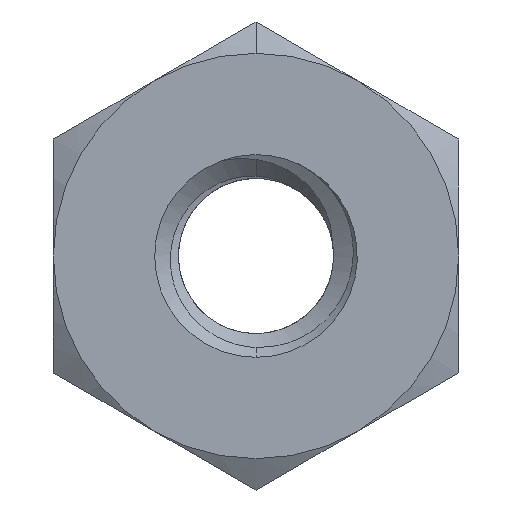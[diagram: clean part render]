
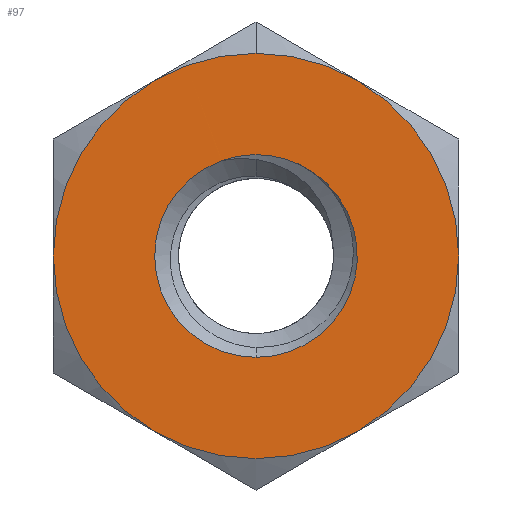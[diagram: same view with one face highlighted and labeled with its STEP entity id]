
A CAD part, front view. The second image highlights one B-rep face of the part: STEP entity #97.
In plain terms, the highlighted planar face has unit normal (0, -1, 0).
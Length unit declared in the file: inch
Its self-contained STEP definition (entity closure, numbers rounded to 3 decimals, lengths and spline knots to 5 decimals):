
#4 = DIRECTION ( 'NONE',  ( 0., -1., 0. ) ) ;
#5 = PLANE ( 'NONE',  #1591 ) ;
#17 = CARTESIAN_POINT ( 'NONE',  ( 0.04921, -0.0315, -0.08524 ) ) ;
#19 = DIRECTION ( 'NONE',  ( 0., 0., 1. ) ) ;
#56 = VERTEX_POINT ( 'NONE', #600 ) ;
#65 = DIRECTION ( 'NONE',  ( 0., 1., 0. ) ) ;
#69 = CARTESIAN_POINT ( 'NONE',  ( 0., -0.0315, 0. ) ) ;
#73 = AXIS2_PLACEMENT_3D ( 'NONE', #356, #1204, #932 ) ;
#84 = DIRECTION ( 'NONE',  ( 0., 1., 0. ) ) ;
#86 = VERTEX_POINT ( 'NONE', #882 ) ;
#97 = ADVANCED_FACE ( 'NONE', ( #492, #129 ), #5, .F. ) ;
#101 = ORIENTED_EDGE ( 'NONE', *, *, #1799, .T. ) ;
#126 = VERTEX_POINT ( 'NONE', #1343 ) ;
#129 = FACE_BOUND ( 'NONE', #855, .T. ) ;
#133 = EDGE_CURVE ( 'NONE', #56, #126, #1682, .T. ) ;
#151 = CIRCLE ( 'NONE', #315, 0.09843 ) ;
#162 = CIRCLE ( 'NONE', #1743, 0.09843 ) ;
#166 = EDGE_CURVE ( 'NONE', #754, #956, #1309, .T. ) ;
#188 = CARTESIAN_POINT ( 'NONE',  ( 0.09843, -0.0315, 0. ) ) ;
#210 = VERTEX_POINT ( 'NONE', #1349 ) ;
#232 = ORIENTED_EDGE ( 'NONE', *, *, #880, .T. ) ;
#273 = DIRECTION ( 'NONE',  ( 0., -1., 0. ) ) ;
#277 = ORIENTED_EDGE ( 'NONE', *, *, #1228, .T. ) ;
#278 = VERTEX_POINT ( 'NONE', #803 ) ;
#279 = CARTESIAN_POINT ( 'NONE',  ( -0.04921, -0.0315, -0.08524 ) ) ;
#305 = DIRECTION ( 'NONE',  ( 0., 1., 0. ) ) ;
#315 = AXIS2_PLACEMENT_3D ( 'NONE', #846, #273, #1277 ) ;
#321 = VERTEX_POINT ( 'NONE', #1213 ) ;
#330 = CARTESIAN_POINT ( 'NONE',  ( 0., -0.0315, 0. ) ) ;
#348 = CIRCLE ( 'NONE', #1087, 0.04921 ) ;
#356 = CARTESIAN_POINT ( 'NONE',  ( 0., -0.0315, 0. ) ) ;
#366 = DIRECTION ( 'NONE',  ( 0., 0., 1. ) ) ;
#402 = DIRECTION ( 'NONE',  ( 0., 0., 1. ) ) ;
#437 = CARTESIAN_POINT ( 'NONE',  ( 0.04921, -0.0315, 0.08524 ) ) ;
#464 = DIRECTION ( 'NONE',  ( 0., 0., 1. ) ) ;
#492 = FACE_OUTER_BOUND ( 'NONE', #1369, .T. ) ;
#514 = VERTEX_POINT ( 'NONE', #528 ) ;
#522 = EDGE_CURVE ( 'NONE', #726, #278, #1021, .T. ) ;
#528 = CARTESIAN_POINT ( 'NONE',  ( 0., -0.0315, 0.09843 ) ) ;
#540 = AXIS2_PLACEMENT_3D ( 'NONE', #69, #940, #785 ) ;
#557 = DIRECTION ( 'NONE',  ( 0., 1., 0. ) ) ;
#600 = CARTESIAN_POINT ( 'NONE',  ( -0.04921, -0.0315, 0.08524 ) ) ;
#611 = DIRECTION ( 'NONE',  ( 0., -1., 0. ) ) ;
#653 = EDGE_CURVE ( 'NONE', #1328, #1398, #1331, .T. ) ;
#678 = CIRCLE ( 'NONE', #1845, 0.09843 ) ;
#726 = VERTEX_POINT ( 'NONE', #871 ) ;
#744 = CARTESIAN_POINT ( 'NONE',  ( 0., -0.0315, 0. ) ) ;
#754 = VERTEX_POINT ( 'NONE', #279 ) ;
#785 = DIRECTION ( 'NONE',  ( 0., 0., 1. ) ) ;
#793 = CIRCLE ( 'NONE', #1317, 0.04921 ) ;
#803 = CARTESIAN_POINT ( 'NONE',  ( -0.01716, -0.0315, 0.04612 ) ) ;
#811 = CARTESIAN_POINT ( 'NONE',  ( 0., -0.0315, 0. ) ) ;
#846 = CARTESIAN_POINT ( 'NONE',  ( 0., -0.0315, 0. ) ) ;
#849 = CARTESIAN_POINT ( 'NONE',  ( -0.0165, -0.03149, 0.04636 ) ) ;
#855 = EDGE_LOOP ( 'NONE', ( #277, #951, #949, #1629, #232 ) ) ;
#871 = CARTESIAN_POINT ( 'NONE',  ( 0., -0.0315, -0.04921 ) ) ;
#880 = EDGE_CURVE ( 'NONE', #86, #210, #793, .T. ) ;
#882 = CARTESIAN_POINT ( 'NONE',  ( 0., -0.0315, 0.04921 ) ) ;
#888 = AXIS2_PLACEMENT_3D ( 'NONE', #811, #84, #366 ) ;
#906 = EDGE_CURVE ( 'NONE', #126, #754, #151, .T. ) ;
#915 = EDGE_CURVE ( 'NONE', #278, #321, #1473, .T. ) ;
#916 = DIRECTION ( 'NONE',  ( 0., 0., 1. ) ) ;
#928 = CARTESIAN_POINT ( 'NONE',  ( 0., -0.0315, 0. ) ) ;
#932 = DIRECTION ( 'NONE',  ( 0., 0., 1. ) ) ;
#940 = DIRECTION ( 'NONE',  ( 0., -1., 0. ) ) ;
#949 = ORIENTED_EDGE ( 'NONE', *, *, #915, .T. ) ;
#951 = ORIENTED_EDGE ( 'NONE', *, *, #522, .T. ) ;
#956 = VERTEX_POINT ( 'NONE', #17 ) ;
#967 = AXIS2_PLACEMENT_3D ( 'NONE', #1073, #1761, #916 ) ;
#994 = CARTESIAN_POINT ( 'NONE',  ( -0.01716, -0.0315, 0.04612 ) ) ;
#1021 = CIRCLE ( 'NONE', #967, 0.04921 ) ;
#1068 = ORIENTED_EDGE ( 'NONE', *, *, #133, .T. ) ;
#1073 = CARTESIAN_POINT ( 'NONE',  ( 0., -0.0315, 0. ) ) ;
#1087 = AXIS2_PLACEMENT_3D ( 'NONE', #928, #65, #1617 ) ;
#1093 = ORIENTED_EDGE ( 'NONE', *, *, #166, .T. ) ;
#1104 = CIRCLE ( 'NONE', #888, 0.04921 ) ;
#1166 = CARTESIAN_POINT ( 'NONE',  ( -0.09843, -0.0315, -0.05683 ) ) ;
#1204 = DIRECTION ( 'NONE',  ( 0., -1., 0. ) ) ;
#1212 = ORIENTED_EDGE ( 'NONE', *, *, #1337, .T. ) ;
#1213 = CARTESIAN_POINT ( 'NONE',  ( -0.0165, -0.03149, 0.04636 ) ) ;
#1228 = EDGE_CURVE ( 'NONE', #210, #726, #1104, .T. ) ;
#1251 = CARTESIAN_POINT ( 'NONE',  ( 0., -0.0315, 0. ) ) ;
#1277 = DIRECTION ( 'NONE',  ( 0., 0., 1. ) ) ;
#1283 = ORIENTED_EDGE ( 'NONE', *, *, #1392, .T. ) ;
#1302 = ORIENTED_EDGE ( 'NONE', *, *, #653, .F. ) ;
#1309 = CIRCLE ( 'NONE', #73, 0.09843 ) ;
#1317 = AXIS2_PLACEMENT_3D ( 'NONE', #1408, #557, #402 ) ;
#1328 = VERTEX_POINT ( 'NONE', #437 ) ;
#1331 = CIRCLE ( 'NONE', #1690, 0.09843 ) ;
#1337 = EDGE_CURVE ( 'NONE', #956, #1398, #678, .T. ) ;
#1343 = CARTESIAN_POINT ( 'NONE',  ( -0.09843, -0.0315, 0. ) ) ;
#1349 = CARTESIAN_POINT ( 'NONE',  ( 0.02097, -0.0315, 0.04452 ) ) ;
#1350 = DIRECTION ( 'NONE',  ( 0., 0., 1. ) ) ;
#1369 = EDGE_LOOP ( 'NONE', ( #101, #1283, #1068, #1546, #1093, #1212, #1302 ) ) ;
#1392 = EDGE_CURVE ( 'NONE', #514, #56, #1590, .T. ) ;
#1398 = VERTEX_POINT ( 'NONE', #188 ) ;
#1408 = CARTESIAN_POINT ( 'NONE',  ( 0., -0.0315, 0. ) ) ;
#1473 = B_SPLINE_CURVE_WITH_KNOTS ( 'NONE', 3,
 ( #994, #1553, #1704, #849 ),
 .UNSPECIFIED., .F., .F.,
 ( 4, 4 ),
 ( 0., 1. ),
 .UNSPECIFIED. ) ;
#1511 = EDGE_CURVE ( 'NONE', #321, #86, #348, .T. ) ;
#1523 = DIRECTION ( 'NONE',  ( 0., 1., 0. ) ) ;
#1546 = ORIENTED_EDGE ( 'NONE', *, *, #906, .T. ) ;
#1553 = CARTESIAN_POINT ( 'NONE',  ( -0.01695, -0.0315, 0.04623 ) ) ;
#1558 = AXIS2_PLACEMENT_3D ( 'NONE', #744, #611, #464 ) ;
#1586 = DIRECTION ( 'NONE',  ( 0., 0., 1. ) ) ;
#1590 = CIRCLE ( 'NONE', #1558, 0.09843 ) ;
#1591 = AXIS2_PLACEMENT_3D ( 'NONE', #1166, #305, #1586 ) ;
#1617 = DIRECTION ( 'NONE',  ( 0., 0., 1. ) ) ;
#1629 = ORIENTED_EDGE ( 'NONE', *, *, #1511, .T. ) ;
#1680 = DIRECTION ( 'NONE',  ( 0., 0., 1. ) ) ;
#1682 = CIRCLE ( 'NONE', #540, 0.09843 ) ;
#1690 = AXIS2_PLACEMENT_3D ( 'NONE', #1251, #1523, #1680 ) ;
#1704 = CARTESIAN_POINT ( 'NONE',  ( -0.01674, -0.0315, 0.04633 ) ) ;
#1726 = CARTESIAN_POINT ( 'NONE',  ( 0., -0.0315, 0. ) ) ;
#1743 = AXIS2_PLACEMENT_3D ( 'NONE', #330, #1778, #1350 ) ;
#1761 = DIRECTION ( 'NONE',  ( 0., 1., 0. ) ) ;
#1778 = DIRECTION ( 'NONE',  ( 0., -1., 0. ) ) ;
#1799 = EDGE_CURVE ( 'NONE', #1328, #514, #162, .T. ) ;
#1845 = AXIS2_PLACEMENT_3D ( 'NONE', #1726, #4, #19 ) ;
